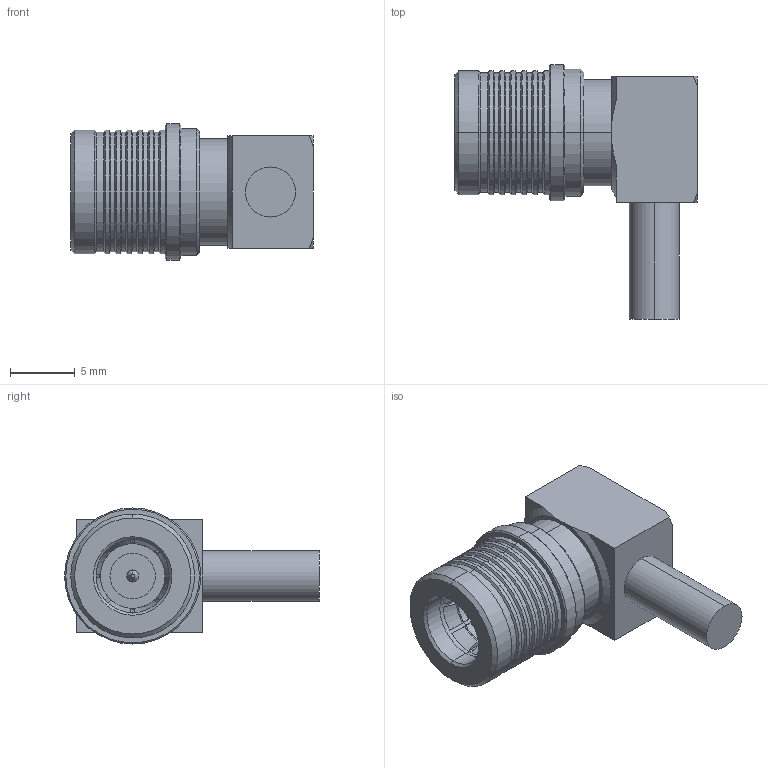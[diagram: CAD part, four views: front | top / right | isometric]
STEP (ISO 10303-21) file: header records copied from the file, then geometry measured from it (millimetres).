
FILE_DESCRIPTION (( 'STEP AP203' ), '1' );
FILE_NAME ('R123172000E.STEP', '2012-04-20T08:34:34', ( 'Radiall' ), ( 'Radiall' ), 'SwSTEP 2.0', 'SolidWorks 2011', '' );
FILE_SCHEMA (( 'CONFIG_CONTROL_DESIGN' ));
Length unit declared in the file: millimetre
Products named in the file (1): R123172000E
Bounding box: 18.7 x 19.65 x 10.5 mm (x, y, z)
Volume: 1283 mm3; surface area: 1135.5 mm2
Topology: 1 solids, 1 shells, 214 faces, 533 edges, 330 vertices
Faces by surface type: cone 76, cylinder 73, plane 51, torus 12, sphere 2
Entity records: 6807 total; most frequent: CARTESIAN_POINT 1614, DIRECTION 1112, ORIENTED_EDGE 1062, EDGE_CURVE 531, AXIS2_PLACEMENT_3D 444, VERTEX_POINT 330, CIRCLE 229, EDGE_LOOP 225
